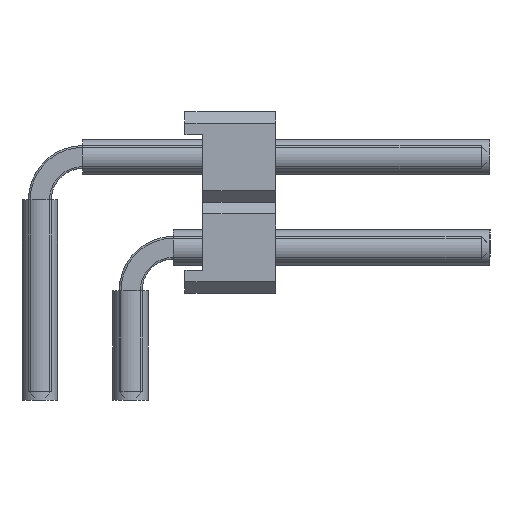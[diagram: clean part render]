
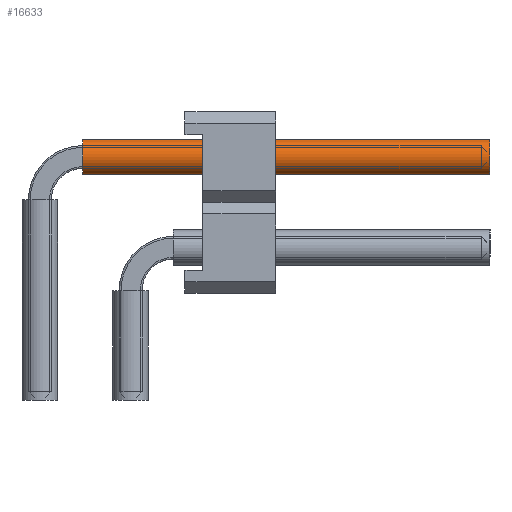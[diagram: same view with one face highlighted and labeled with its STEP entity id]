
A CAD part, left-side view. The second image highlights one B-rep face of the part: STEP entity #16633.
In plain terms, the highlighted cylindrical face has radius 0.5 mm (diameter 1 mm), a full revolution.
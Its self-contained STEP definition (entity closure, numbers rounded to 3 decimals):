
#9138=ORIENTED_EDGE('',*,*,#11512,.F.);
#9139=ORIENTED_EDGE('',*,*,#11513,.T.);
#11512=EDGE_CURVE('',#13092,#13092,#13660,.T.);
#11513=EDGE_CURVE('',#13093,#13093,#13661,.T.);
#13092=VERTEX_POINT('',#27649);
#13093=VERTEX_POINT('',#27651);
#13660=CIRCLE('',#18106,0.5);
#13661=CIRCLE('',#18107,0.5);
#14600=EDGE_LOOP('',(#9138));
#14601=EDGE_LOOP('',(#9139));
#15540=FACE_BOUND('',#14600,.T.);
#15541=FACE_BOUND('',#14601,.T.);
#15829=CYLINDRICAL_SURFACE('',#18105,0.5);
#16633=ADVANCED_FACE('',(#15540,#15541),#15829,.F.);
#18105=AXIS2_PLACEMENT_3D('',#27647,#22756,#22757);
#18106=AXIS2_PLACEMENT_3D('',#27648,#22758,#22759);
#18107=AXIS2_PLACEMENT_3D('',#27650,#22760,#22761);
#22756=DIRECTION('',(1.,0.,0.));
#22757=DIRECTION('',(0.,0.,-1.));
#22758=DIRECTION('',(-1.,0.,0.));
#22759=DIRECTION('',(0.,0.,1.));
#22760=DIRECTION('',(-1.,0.,0.));
#22761=DIRECTION('',(0.,0.,1.));
#27647=CARTESIAN_POINT('',(1.2,0.,6.81));
#27648=CARTESIAN_POINT('',(12.6,0.,6.81));
#27649=CARTESIAN_POINT('',(12.6,0.,7.31));
#27650=CARTESIAN_POINT('',(1.2,0.,6.81));
#27651=CARTESIAN_POINT('',(1.2,0.,7.31));
